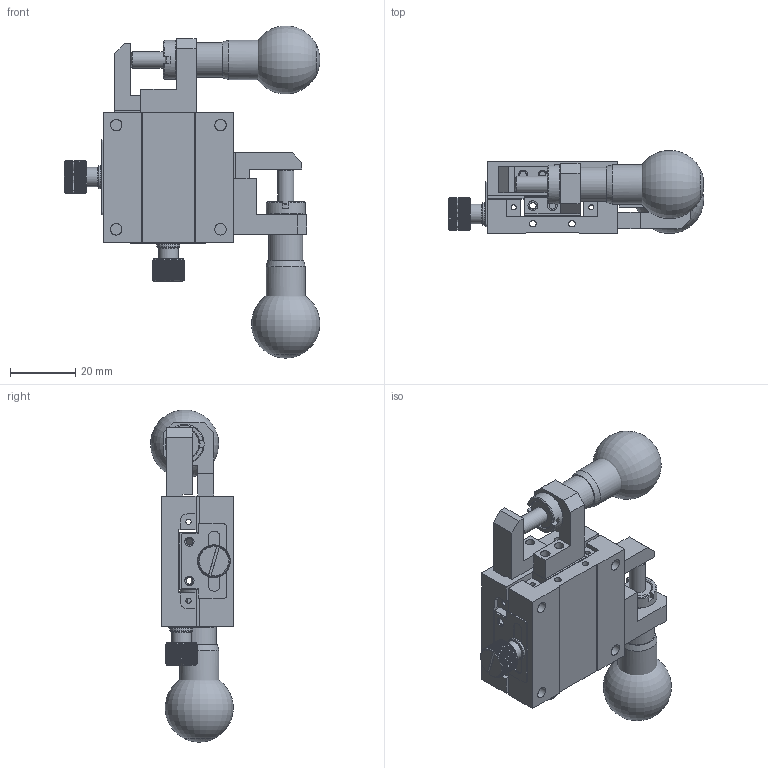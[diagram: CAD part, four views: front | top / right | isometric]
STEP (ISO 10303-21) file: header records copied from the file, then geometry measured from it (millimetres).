
FILE_DESCRIPTION (( 'STEP AP203' ), '1' );
FILE_NAME ('528921.STEP', '2024-11-12T08:38:07', ( 'Windows User' ), ( 'P R C' ), 'SwSTEP 2.0', 'SolidWorks 2020', '' );
FILE_SCHEMA (( 'CONFIG_CONTROL_DESIGN' ));
Products named in the file (1): 528921
Bounding box: 78.5 x 25.46 x 101.92 mm (x, y, z)
Surface area: 27733.2 mm2 (no closed solid volume)
Topology: 0 solids, 25 shells, 4551 faces, 10085 edges, 5561 vertices
Faces by surface type: bspline 2882, cylinder 1028, plane 483, cone 156, torus 2
Full cylindrical faces by diameter (mm): 1.6 x8, 2.05 x12, 2.459 x8, 2.8 x8, 3 x4, 3.5 x4, 4 x1, 5 x2, 6 x6, 7 x2, 8.959 x2, 9 x2, 9.5 x2, 10.5 x2, 12 x2, 12.034 x2
Entity records: 178615 total; most frequent: CARTESIAN_POINT 113391, ORIENTED_EDGE 19698, EDGE_CURVE 9963, DIRECTION 5898, VERTEX_POINT 5532, EDGE_LOOP 4736, FACE_OUTER_BOUND 4618, ADVANCED_FACE 4551
